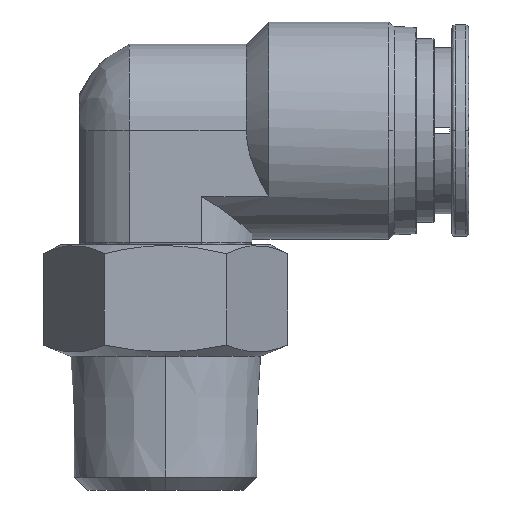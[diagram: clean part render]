
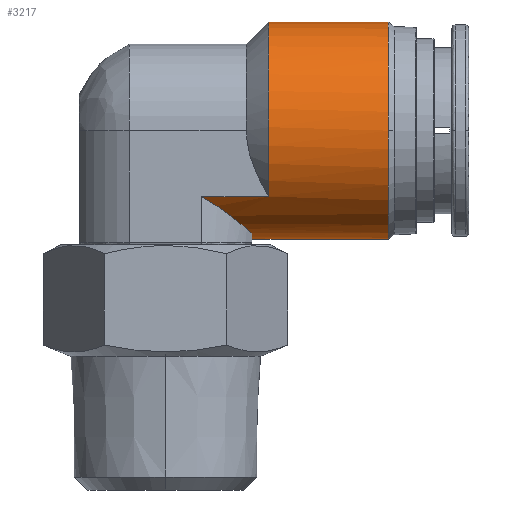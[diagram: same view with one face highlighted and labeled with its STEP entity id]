
A CAD part, left-side view. The second image highlights one B-rep face of the part: STEP entity #3217.
In plain terms, the highlighted cylindrical face has radius 9.75 mm (diameter 19.5 mm), a partial arc.
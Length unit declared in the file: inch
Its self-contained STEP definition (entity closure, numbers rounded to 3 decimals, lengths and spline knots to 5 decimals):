
#33 = AXIS2_PLACEMENT_3D ( 'NONE', #2082, #611, #3829 ) ;
#36 = DIRECTION ( 'NONE',  ( 0., 1., 0. ) ) ;
#59 = CARTESIAN_POINT ( 'NONE',  ( -0.30512, -0.36417, -0.1837 ) ) ;
#88 = CIRCLE ( 'NONE', #3471, 0.38386 ) ;
#260 = EDGE_CURVE ( 'NONE', #3267, #1633, #1953, .T. ) ;
#324 = DIRECTION ( 'NONE',  ( 0., 0., -1. ) ) ;
#407 = EDGE_LOOP ( 'NONE', ( #1415, #4633, #3952, #2980, #3327, #484, #4117, #813 ) ) ;
#442 = AXIS2_PLACEMENT_3D ( 'NONE', #2636, #2312, #3342 ) ;
#457 = DIRECTION ( 'NONE',  ( 0., 0., -1. ) ) ;
#478 = VERTEX_POINT ( 'NONE', #59 ) ;
#484 = ORIENTED_EDGE ( 'NONE', *, *, #3361, .T. ) ;
#526 = EDGE_CURVE ( 'NONE', #3824, #2536, #1062, .T. ) ;
#611 = DIRECTION ( 'NONE',  ( 0., 1., 0. ) ) ;
#720 = CARTESIAN_POINT ( 'NONE',  ( 0., -0.30512, -0.33465 ) ) ;
#793 = CARTESIAN_POINT ( 'NONE',  ( 0., -0.7874, 0.04921 ) ) ;
#813 = ORIENTED_EDGE ( 'NONE', *, *, #526, .T. ) ;
#825 = EDGE_CURVE ( 'NONE', #2593, #2536, #2787, .T. ) ;
#860 = VERTEX_POINT ( 'NONE', #3353 ) ;
#1062 = CIRCLE ( 'NONE', #2705, 0.38386 ) ;
#1143 = CARTESIAN_POINT ( 'NONE',  ( -0.29677, -0.14753, -0.19464 ) ) ;
#1163 = EDGE_CURVE ( 'NONE', #1939, #3824, #3463, .T. ) ;
#1164 = DIRECTION ( 'NONE',  ( 0., -1., 0. ) ) ;
#1182 = DIRECTION ( 'NONE',  ( 0., -1., 0. ) ) ;
#1274 = B_SPLINE_CURVE_WITH_KNOTS ( 'NONE', 3,
 ( #2526, #1143, #1442, #4654, #3986, #1843, #1807, #4344, #4300, #3244, #3637, #1488 ),
 .UNSPECIFIED., .F., .F.,
 ( 4, 2, 2, 2, 2, 4 ),
 ( 0., 0.00182, 0.00364, 0.00546, 0.00637, 0.00729 ),
 .UNSPECIFIED. ) ;
#1415 = ORIENTED_EDGE ( 'NONE', *, *, #825, .F. ) ;
#1442 = CARTESIAN_POINT ( 'NONE',  ( -0.28683, -0.16591, -0.20642 ) ) ;
#1448 = EDGE_CURVE ( 'NONE', #478, #860, #2017, .T. ) ;
#1488 = CARTESIAN_POINT ( 'NONE',  ( -0.12756, -0.30512, -0.31283 ) ) ;
#1633 = VERTEX_POINT ( 'NONE', #720 ) ;
#1725 = FACE_OUTER_BOUND ( 'NONE', #407, .T. ) ;
#1740 = CARTESIAN_POINT ( 'NONE',  ( 0., -0.30512, 0.04921 ) ) ;
#1807 = CARTESIAN_POINT ( 'NONE',  ( -0.2046, -0.26073, -0.27622 ) ) ;
#1843 = CARTESIAN_POINT ( 'NONE',  ( -0.22093, -0.247, -0.26526 ) ) ;
#1934 = CARTESIAN_POINT ( 'NONE',  ( -0.38386, -0.7874, 0.04921 ) ) ;
#1939 = VERTEX_POINT ( 'NONE', #2307 ) ;
#1953 = CIRCLE ( 'NONE', #2201, 0.38386 ) ;
#2006 = CARTESIAN_POINT ( 'NONE',  ( 0., -0.36417, 0.43307 ) ) ;
#2017 = LINE ( 'NONE', #2922, #4200 ) ;
#2082 = CARTESIAN_POINT ( 'NONE',  ( 0., -0.7874, 0.04921 ) ) ;
#2201 = AXIS2_PLACEMENT_3D ( 'NONE', #1740, #2814, #324 ) ;
#2219 = CARTESIAN_POINT ( 'NONE',  ( 0., -0.36417, 0.04921 ) ) ;
#2294 = CARTESIAN_POINT ( 'NONE',  ( 0., 0.15748, 0.43307 ) ) ;
#2307 = CARTESIAN_POINT ( 'NONE',  ( 0., -0.7874, -0.33465 ) ) ;
#2311 = CARTESIAN_POINT ( 'NONE',  ( 0., -0.7874, 0.43307 ) ) ;
#2312 = DIRECTION ( 'NONE',  ( 0., -1., 0. ) ) ;
#2516 = CYLINDRICAL_SURFACE ( 'NONE', #442, 0.38386 ) ;
#2526 = CARTESIAN_POINT ( 'NONE',  ( -0.30512, -0.12756, -0.1837 ) ) ;
#2536 = VERTEX_POINT ( 'NONE', #2311 ) ;
#2585 = DIRECTION ( 'NONE',  ( 0., 0., -1. ) ) ;
#2593 = VERTEX_POINT ( 'NONE', #2006 ) ;
#2636 = CARTESIAN_POINT ( 'NONE',  ( 0., 0.15748, 0.04921 ) ) ;
#2705 = AXIS2_PLACEMENT_3D ( 'NONE', #793, #36, #457 ) ;
#2787 = LINE ( 'NONE', #2294, #3849 ) ;
#2814 = DIRECTION ( 'NONE',  ( 0., -1., 0. ) ) ;
#2922 = CARTESIAN_POINT ( 'NONE',  ( -0.30512, 0.15748, -0.1837 ) ) ;
#2980 = ORIENTED_EDGE ( 'NONE', *, *, #4181, .T. ) ;
#3069 = VECTOR ( 'NONE', #3600, 39.37008 ) ;
#3217 = ADVANCED_FACE ( 'NONE', ( #1725 ), #2516, .T. ) ;
#3244 = CARTESIAN_POINT ( 'NONE',  ( -0.14853, -0.29569, -0.30491 ) ) ;
#3267 = VERTEX_POINT ( 'NONE', #4131 ) ;
#3327 = ORIENTED_EDGE ( 'NONE', *, *, #260, .T. ) ;
#3342 = DIRECTION ( 'NONE',  ( 0., 0., -1. ) ) ;
#3353 = CARTESIAN_POINT ( 'NONE',  ( -0.30512, -0.12756, -0.1837 ) ) ;
#3361 = EDGE_CURVE ( 'NONE', #1633, #1939, #3461, .T. ) ;
#3461 = LINE ( 'NONE', #3953, #3069 ) ;
#3463 = CIRCLE ( 'NONE', #33, 0.38386 ) ;
#3471 = AXIS2_PLACEMENT_3D ( 'NONE', #2219, #1164, #2585 ) ;
#3507 = EDGE_CURVE ( 'NONE', #2593, #478, #88, .T. ) ;
#3600 = DIRECTION ( 'NONE',  ( 0., -1., 0. ) ) ;
#3637 = CARTESIAN_POINT ( 'NONE',  ( -0.13822, -0.30066, -0.30908 ) ) ;
#3824 = VERTEX_POINT ( 'NONE', #1934 ) ;
#3829 = DIRECTION ( 'NONE',  ( 0., 0., -1. ) ) ;
#3849 = VECTOR ( 'NONE', #1182, 39.37008 ) ;
#3952 = ORIENTED_EDGE ( 'NONE', *, *, #1448, .T. ) ;
#3953 = CARTESIAN_POINT ( 'NONE',  ( 0., 0.15748, -0.33465 ) ) ;
#3986 = CARTESIAN_POINT ( 'NONE',  ( -0.25074, -0.21668, -0.24205 ) ) ;
#4117 = ORIENTED_EDGE ( 'NONE', *, *, #1163, .T. ) ;
#4131 = CARTESIAN_POINT ( 'NONE',  ( -0.12756, -0.30512, -0.31283 ) ) ;
#4181 = EDGE_CURVE ( 'NONE', #860, #3267, #1274, .T. ) ;
#4200 = VECTOR ( 'NONE', #4431, 39.37008 ) ;
#4300 = CARTESIAN_POINT ( 'NONE',  ( -0.16825, -0.28493, -0.29598 ) ) ;
#4344 = CARTESIAN_POINT ( 'NONE',  ( -0.17765, -0.27916, -0.29122 ) ) ;
#4431 = DIRECTION ( 'NONE',  ( 0., 1., 0. ) ) ;
#4633 = ORIENTED_EDGE ( 'NONE', *, *, #3507, .T. ) ;
#4654 = CARTESIAN_POINT ( 'NONE',  ( -0.26383, -0.20048, -0.2301 ) ) ;
